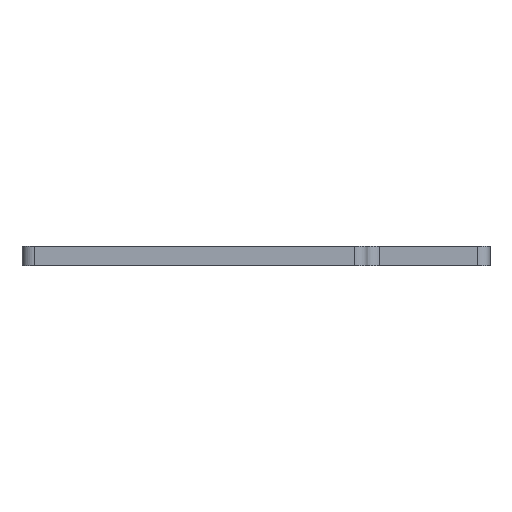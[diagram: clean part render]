
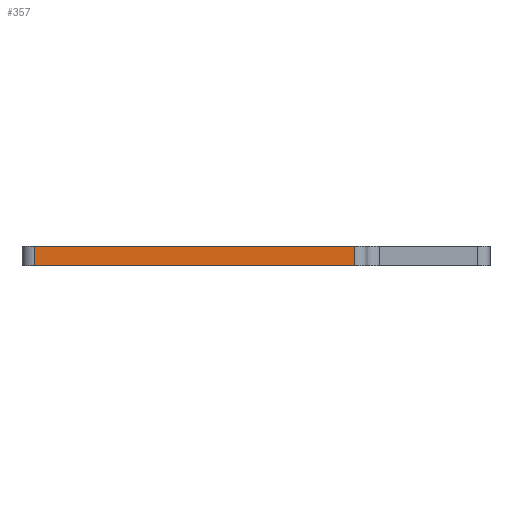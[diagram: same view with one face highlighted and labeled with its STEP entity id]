
A CAD part, left-side view. The second image highlights one B-rep face of the part: STEP entity #357.
In plain terms, the highlighted planar face has unit normal (-1, 0, 0).
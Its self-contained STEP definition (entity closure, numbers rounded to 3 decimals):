
#32 = CARTESIAN_POINT ( 'NONE',  ( -25.4, 18., 1.55 ) ) ;
#43 = CARTESIAN_POINT ( 'NONE',  ( -25.4, 0., 0. ) ) ;
#64 = CARTESIAN_POINT ( 'NONE',  ( -25.4, -8., 1.55 ) ) ;
#83 = FACE_OUTER_BOUND ( 'NONE', #133, .T. ) ;
#101 = VERTEX_POINT ( 'NONE', #247 ) ;
#133 = EDGE_LOOP ( 'NONE', ( #346, #468, #653, #289 ) ) ;
#152 = CARTESIAN_POINT ( 'NONE',  ( -25.4, 0., 1.55 ) ) ;
#158 = EDGE_CURVE ( 'NONE', #337, #101, #219, .T. ) ;
#168 = LINE ( 'NONE', #492, #732 ) ;
#190 = LINE ( 'NONE', #152, #332 ) ;
#192 = DIRECTION ( 'NONE',  ( 0., 0., 1. ) ) ;
#219 = LINE ( 'NONE', #64, #479 ) ;
#247 = CARTESIAN_POINT ( 'NONE',  ( -25.4, -8., 1.55 ) ) ;
#284 = DIRECTION ( 'NONE',  ( 0., 1., 0. ) ) ;
#289 = ORIENTED_EDGE ( 'NONE', *, *, #794, .T. ) ;
#332 = VECTOR ( 'NONE', #347, 1000. ) ;
#337 = VERTEX_POINT ( 'NONE', #389 ) ;
#346 = ORIENTED_EDGE ( 'NONE', *, *, #447, .F. ) ;
#347 = DIRECTION ( 'NONE',  ( 0., 1., 0. ) ) ;
#355 = LINE ( 'NONE', #43, #523 ) ;
#357 = ADVANCED_FACE ( 'NONE', ( #83 ), #592, .T. ) ;
#389 = CARTESIAN_POINT ( 'NONE',  ( -25.4, -8., 0. ) ) ;
#401 = AXIS2_PLACEMENT_3D ( 'NONE', #580, #731, #455 ) ;
#447 = EDGE_CURVE ( 'NONE', #337, #827, #355, .T. ) ;
#448 = VERTEX_POINT ( 'NONE', #32 ) ;
#455 = DIRECTION ( 'NONE',  ( 0., 0., 1. ) ) ;
#468 = ORIENTED_EDGE ( 'NONE', *, *, #158, .T. ) ;
#479 = VECTOR ( 'NONE', #192, 1000. ) ;
#492 = CARTESIAN_POINT ( 'NONE',  ( -25.4, 18., 1.55 ) ) ;
#523 = VECTOR ( 'NONE', #284, 1000. ) ;
#567 = EDGE_CURVE ( 'NONE', #101, #448, #190, .T. ) ;
#580 = CARTESIAN_POINT ( 'NONE',  ( -25.4, 0., 1.55 ) ) ;
#592 = PLANE ( 'NONE',  #401 ) ;
#653 = ORIENTED_EDGE ( 'NONE', *, *, #567, .T. ) ;
#708 = DIRECTION ( 'NONE',  ( 0., 0., -1. ) ) ;
#731 = DIRECTION ( 'NONE',  ( -1., 0., 0. ) ) ;
#732 = VECTOR ( 'NONE', #708, 1000. ) ;
#794 = EDGE_CURVE ( 'NONE', #448, #827, #168, .T. ) ;
#827 = VERTEX_POINT ( 'NONE', #831 ) ;
#831 = CARTESIAN_POINT ( 'NONE',  ( -25.4, 18., 0. ) ) ;
